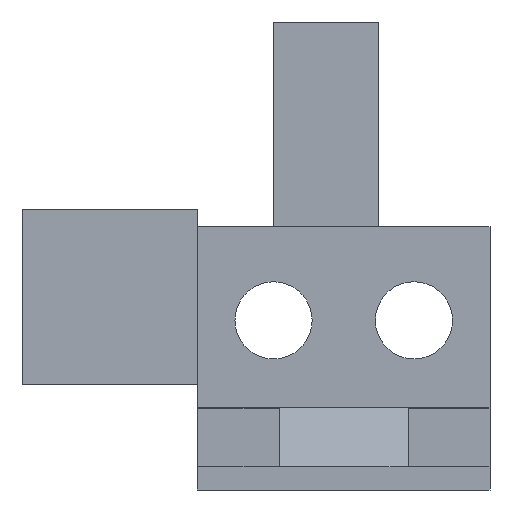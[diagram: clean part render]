
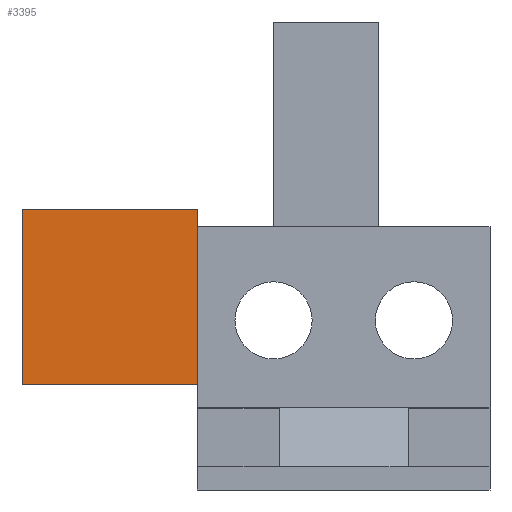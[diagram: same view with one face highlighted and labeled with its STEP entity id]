
A CAD part, front view. The second image highlights one B-rep face of the part: STEP entity #3395.
In plain terms, the highlighted planar face has unit normal (0, -1, 0).
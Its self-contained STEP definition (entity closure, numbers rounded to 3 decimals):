
#1541 = PLANE('',#1542);
#1542 = AXIS2_PLACEMENT_3D('',#1543,#1544,#1545);
#1543 = CARTESIAN_POINT('',(0.,16.,32.));
#1544 = DIRECTION('',(1.,0.,0.));
#1545 = DIRECTION('',(0.,0.,1.));
#2288 = PLANE('',#2289);
#2289 = AXIS2_PLACEMENT_3D('',#2290,#2291,#2292);
#2290 = CARTESIAN_POINT('',(0.,8.,17.));
#2291 = DIRECTION('',(0.,0.,-1.));
#2292 = DIRECTION('',(0.,1.,0.));
#2462 = VERTEX_POINT('',#2463);
#2463 = CARTESIAN_POINT('',(0.,8.,47.));
#2477 = PLANE('',#2478);
#2478 = AXIS2_PLACEMENT_3D('',#2479,#2480,#2481);
#2479 = CARTESIAN_POINT('',(0.,24.,47.));
#2480 = DIRECTION('',(0.,0.,1.));
#2481 = DIRECTION('',(0.,-1.,0.));
#2489 = EDGE_CURVE('',#2462,#2490,#2492,.T.);
#2490 = VERTEX_POINT('',#2491);
#2491 = CARTESIAN_POINT('',(0.,8.,17.));
#2492 = SURFACE_CURVE('',#2493,(#2497,#2504),.PCURVE_S1.);
#2493 = LINE('',#2494,#2495);
#2494 = CARTESIAN_POINT('',(0.,8.,47.));
#2495 = VECTOR('',#2496,1.);
#2496 = DIRECTION('',(0.,0.,-1.));
#2497 = PCURVE('',#1541,#2498);
#2498 = DEFINITIONAL_REPRESENTATION('',(#2499),#2503);
#2499 = LINE('',#2500,#2501);
#2500 = CARTESIAN_POINT('',(15.,8.));
#2501 = VECTOR('',#2502,1.);
#2502 = DIRECTION('',(-1.,0.));
#2503 = ( GEOMETRIC_REPRESENTATION_CONTEXT(2) 
PARAMETRIC_REPRESENTATION_CONTEXT() REPRESENTATION_CONTEXT('2D SPACE',''
  ) );
#2504 = PCURVE('',#2505,#2510);
#2505 = PLANE('',#2506);
#2506 = AXIS2_PLACEMENT_3D('',#2507,#2508,#2509);
#2507 = CARTESIAN_POINT('',(0.,8.,47.));
#2508 = DIRECTION('',(0.,-1.,0.));
#2509 = DIRECTION('',(0.,0.,-1.));
#2510 = DEFINITIONAL_REPRESENTATION('',(#2511),#2515);
#2511 = LINE('',#2512,#2513);
#2512 = CARTESIAN_POINT('',(-0.,-0.));
#2513 = VECTOR('',#2514,1.);
#2514 = DIRECTION('',(1.,0.));
#2515 = ( GEOMETRIC_REPRESENTATION_CONTEXT(2) 
PARAMETRIC_REPRESENTATION_CONTEXT() REPRESENTATION_CONTEXT('2D SPACE',''
  ) );
#3241 = EDGE_CURVE('',#2490,#3242,#3244,.T.);
#3242 = VERTEX_POINT('',#3243);
#3243 = CARTESIAN_POINT('',(-30.,8.,17.));
#3244 = SURFACE_CURVE('',#3245,(#3249,#3256),.PCURVE_S1.);
#3245 = LINE('',#3246,#3247);
#3246 = CARTESIAN_POINT('',(0.,8.,17.));
#3247 = VECTOR('',#3248,1.);
#3248 = DIRECTION('',(-1.,0.,0.));
#3249 = PCURVE('',#2288,#3250);
#3250 = DEFINITIONAL_REPRESENTATION('',(#3251),#3255);
#3251 = LINE('',#3252,#3253);
#3252 = CARTESIAN_POINT('',(0.,0.));
#3253 = VECTOR('',#3254,1.);
#3254 = DIRECTION('',(0.,-1.));
#3255 = ( GEOMETRIC_REPRESENTATION_CONTEXT(2) 
PARAMETRIC_REPRESENTATION_CONTEXT() REPRESENTATION_CONTEXT('2D SPACE',''
  ) );
#3256 = PCURVE('',#2505,#3257);
#3257 = DEFINITIONAL_REPRESENTATION('',(#3258),#3262);
#3258 = LINE('',#3259,#3260);
#3259 = CARTESIAN_POINT('',(30.,-0.));
#3260 = VECTOR('',#3261,1.);
#3261 = DIRECTION('',(-0.,-1.));
#3262 = ( GEOMETRIC_REPRESENTATION_CONTEXT(2) 
PARAMETRIC_REPRESENTATION_CONTEXT() REPRESENTATION_CONTEXT('2D SPACE',''
  ) );
#3280 = PLANE('',#3281);
#3281 = AXIS2_PLACEMENT_3D('',#3282,#3283,#3284);
#3282 = CARTESIAN_POINT('',(-30.,16.,32.));
#3283 = DIRECTION('',(1.,0.,0.));
#3284 = DIRECTION('',(0.,0.,1.));
#3395 = ADVANCED_FACE('',(#3396),#2505,.T.);
#3396 = FACE_BOUND('',#3397,.T.);
#3397 = EDGE_LOOP('',(#3398,#3421,#3442,#3443));
#3398 = ORIENTED_EDGE('',*,*,#3399,.T.);
#3399 = EDGE_CURVE('',#2462,#3400,#3402,.T.);
#3400 = VERTEX_POINT('',#3401);
#3401 = CARTESIAN_POINT('',(-30.,8.,47.));
#3402 = SURFACE_CURVE('',#3403,(#3407,#3414),.PCURVE_S1.);
#3403 = LINE('',#3404,#3405);
#3404 = CARTESIAN_POINT('',(0.,8.,47.));
#3405 = VECTOR('',#3406,1.);
#3406 = DIRECTION('',(-1.,0.,0.));
#3407 = PCURVE('',#2505,#3408);
#3408 = DEFINITIONAL_REPRESENTATION('',(#3409),#3413);
#3409 = LINE('',#3410,#3411);
#3410 = CARTESIAN_POINT('',(0.,0.));
#3411 = VECTOR('',#3412,1.);
#3412 = DIRECTION('',(-0.,-1.));
#3413 = ( GEOMETRIC_REPRESENTATION_CONTEXT(2) 
PARAMETRIC_REPRESENTATION_CONTEXT() REPRESENTATION_CONTEXT('2D SPACE',''
  ) );
#3414 = PCURVE('',#2477,#3415);
#3415 = DEFINITIONAL_REPRESENTATION('',(#3416),#3420);
#3416 = LINE('',#3417,#3418);
#3417 = CARTESIAN_POINT('',(16.,0.));
#3418 = VECTOR('',#3419,1.);
#3419 = DIRECTION('',(-0.,-1.));
#3420 = ( GEOMETRIC_REPRESENTATION_CONTEXT(2) 
PARAMETRIC_REPRESENTATION_CONTEXT() REPRESENTATION_CONTEXT('2D SPACE',''
  ) );
#3421 = ORIENTED_EDGE('',*,*,#3422,.T.);
#3422 = EDGE_CURVE('',#3400,#3242,#3423,.T.);
#3423 = SURFACE_CURVE('',#3424,(#3428,#3435),.PCURVE_S1.);
#3424 = LINE('',#3425,#3426);
#3425 = CARTESIAN_POINT('',(-30.,8.,47.));
#3426 = VECTOR('',#3427,1.);
#3427 = DIRECTION('',(0.,0.,-1.));
#3428 = PCURVE('',#2505,#3429);
#3429 = DEFINITIONAL_REPRESENTATION('',(#3430),#3434);
#3430 = LINE('',#3431,#3432);
#3431 = CARTESIAN_POINT('',(0.,-30.));
#3432 = VECTOR('',#3433,1.);
#3433 = DIRECTION('',(1.,0.));
#3434 = ( GEOMETRIC_REPRESENTATION_CONTEXT(2) 
PARAMETRIC_REPRESENTATION_CONTEXT() REPRESENTATION_CONTEXT('2D SPACE',''
  ) );
#3435 = PCURVE('',#3280,#3436);
#3436 = DEFINITIONAL_REPRESENTATION('',(#3437),#3441);
#3437 = LINE('',#3438,#3439);
#3438 = CARTESIAN_POINT('',(15.,8.));
#3439 = VECTOR('',#3440,1.);
#3440 = DIRECTION('',(-1.,0.));
#3441 = ( GEOMETRIC_REPRESENTATION_CONTEXT(2) 
PARAMETRIC_REPRESENTATION_CONTEXT() REPRESENTATION_CONTEXT('2D SPACE',''
  ) );
#3442 = ORIENTED_EDGE('',*,*,#3241,.F.);
#3443 = ORIENTED_EDGE('',*,*,#2489,.F.);
